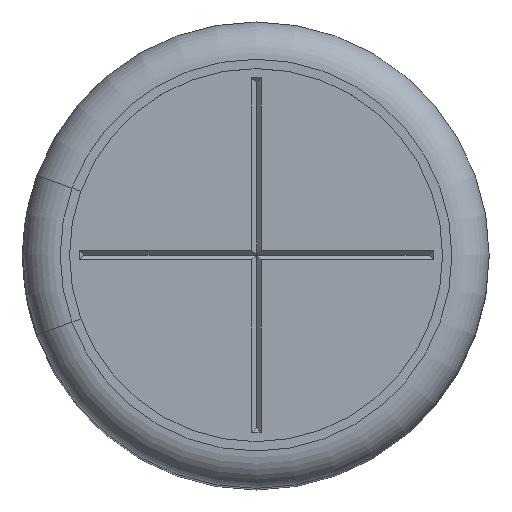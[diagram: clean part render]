
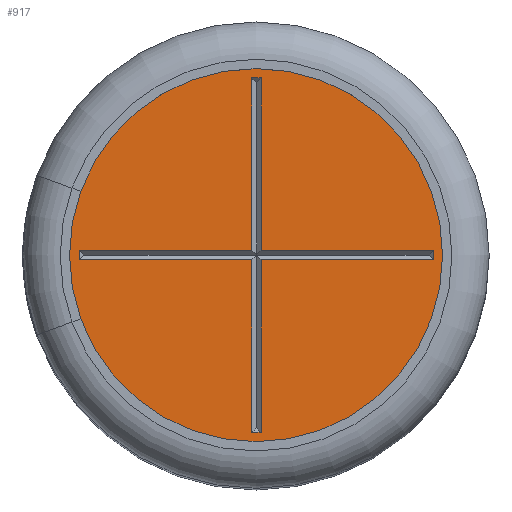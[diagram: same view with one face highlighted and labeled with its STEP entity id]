
A CAD part, top view. The second image highlights one B-rep face of the part: STEP entity #917.
In plain terms, the highlighted planar face has unit normal (0, 0, 1).
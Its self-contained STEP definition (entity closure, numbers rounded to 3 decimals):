
#917=ADVANCED_FACE('',(#1882,#1884),#1886,.T.);
#1882=FACE_BOUND('',#1883,.T.);
#1883=EDGE_LOOP('',(#2663));
#1884=FACE_BOUND('',#1885,.T.);
#1885=EDGE_LOOP('',(#2664,#2665,#2666,#2667,#2668,#2669,#2670,#2671,#2672,#2673,
#2674,#2675));
#1886=PLANE('',#1887);
#1887=AXIS2_PLACEMENT_3D('',#1888,#1889,#1890);
#1888=CARTESIAN_POINT('',(0.,0.,10.9));
#1889=DIRECTION('',(0.,0.,1.));
#1890=DIRECTION('',(1.,0.,0.));
#2663=ORIENTED_EDGE('',*,*,#3058,.T.);
#2664=ORIENTED_EDGE('',*,*,#3086,.T.);
#2665=ORIENTED_EDGE('',*,*,#3087,.T.);
#2666=ORIENTED_EDGE('',*,*,#3088,.T.);
#2667=ORIENTED_EDGE('',*,*,#3089,.T.);
#2668=ORIENTED_EDGE('',*,*,#3090,.T.);
#2669=ORIENTED_EDGE('',*,*,#3091,.T.);
#2670=ORIENTED_EDGE('',*,*,#3092,.T.);
#2671=ORIENTED_EDGE('',*,*,#3093,.T.);
#2672=ORIENTED_EDGE('',*,*,#3094,.T.);
#2673=ORIENTED_EDGE('',*,*,#3095,.T.);
#2674=ORIENTED_EDGE('',*,*,#3096,.T.);
#2675=ORIENTED_EDGE('',*,*,#3097,.T.);
#3058=EDGE_CURVE('',#3585,#3585,#3586,.T.);
#3086=EDGE_CURVE('',#3625,#3626,#3627,.F.);
#3087=EDGE_CURVE('',#3626,#3628,#3629,.F.);
#3088=EDGE_CURVE('',#3628,#3630,#3631,.F.);
#3089=EDGE_CURVE('',#3630,#3632,#3633,.F.);
#3090=EDGE_CURVE('',#3632,#3634,#3635,.F.);
#3091=EDGE_CURVE('',#3634,#3636,#3637,.F.);
#3092=EDGE_CURVE('',#3636,#3638,#3639,.F.);
#3093=EDGE_CURVE('',#3638,#3640,#3641,.F.);
#3094=EDGE_CURVE('',#3640,#3642,#3643,.F.);
#3095=EDGE_CURVE('',#3642,#3644,#3645,.F.);
#3096=EDGE_CURVE('',#3644,#3646,#3647,.F.);
#3097=EDGE_CURVE('',#3646,#3625,#3648,.F.);
#3585=VERTEX_POINT('',#5253);
#3586=CIRCLE('',#5254,2.);
#3625=VERTEX_POINT('',#5412);
#3626=VERTEX_POINT('',#5413);
#3627=LINE('',#5414,#5415);
#3628=VERTEX_POINT('',#5417);
#3629=LINE('',#5418,#5419);
#3630=VERTEX_POINT('',#5421);
#3631=LINE('',#5422,#5423);
#3632=VERTEX_POINT('',#5425);
#3633=LINE('',#5426,#5427);
#3634=VERTEX_POINT('',#5429);
#3635=LINE('',#5430,#5431);
#3636=VERTEX_POINT('',#5433);
#3637=LINE('',#5434,#5435);
#3638=VERTEX_POINT('',#5437);
#3639=LINE('',#5438,#5439);
#3640=VERTEX_POINT('',#5441);
#3641=LINE('',#5442,#5443);
#3642=VERTEX_POINT('',#5445);
#3643=LINE('',#5446,#5447);
#3644=VERTEX_POINT('',#5449);
#3645=LINE('',#5450,#5451);
#3646=VERTEX_POINT('',#5453);
#3647=LINE('',#5454,#5455);
#3648=LINE('',#5457,#5458);
#5253=CARTESIAN_POINT('',(2.,0.,10.9));
#5254=AXIS2_PLACEMENT_3D('',#5255,#5256,#5257);
#5255=CARTESIAN_POINT('',(0.,0.,10.9));
#5256=DIRECTION('',(0.,0.,1.));
#5257=DIRECTION('',(1.,0.,0.));
#5412=CARTESIAN_POINT('',(-0.046,-0.05,10.9));
#5413=CARTESIAN_POINT('',(-1.896,-0.05,10.9));
#5414=CARTESIAN_POINT('',(-1.896,-0.05,10.9));
#5415=VECTOR('',#5416,1.);
#5416=DIRECTION('',(1.,0.,0.));
#5417=CARTESIAN_POINT('',(-1.896,0.05,10.9));
#5418=CARTESIAN_POINT('',(-1.896,0.05,10.9));
#5419=VECTOR('',#5420,1.);
#5420=DIRECTION('',(0.,-1.,0.));
#5421=CARTESIAN_POINT('',(-0.046,0.05,10.9));
#5422=CARTESIAN_POINT('',(-0.046,0.05,10.9));
#5423=VECTOR('',#5424,1.);
#5424=DIRECTION('',(-1.,0.,0.));
#5425=CARTESIAN_POINT('',(-0.046,1.9,10.9));
#5426=CARTESIAN_POINT('',(-0.046,1.9,10.9));
#5427=VECTOR('',#5428,1.);
#5428=DIRECTION('',(0.,-1.,0.));
#5429=CARTESIAN_POINT('',(0.054,1.9,10.9));
#5430=CARTESIAN_POINT('',(0.054,1.9,10.9));
#5431=VECTOR('',#5432,1.);
#5432=DIRECTION('',(-1.,0.,0.));
#5433=CARTESIAN_POINT('',(0.054,0.05,10.9));
#5434=CARTESIAN_POINT('',(0.054,0.05,10.9));
#5435=VECTOR('',#5436,1.);
#5436=DIRECTION('',(0.,1.,0.));
#5437=CARTESIAN_POINT('',(1.904,0.05,10.9));
#5438=CARTESIAN_POINT('',(1.904,0.05,10.9));
#5439=VECTOR('',#5440,1.);
#5440=DIRECTION('',(-1.,0.,0.));
#5441=CARTESIAN_POINT('',(1.904,-0.05,10.9));
#5442=CARTESIAN_POINT('',(1.904,-0.05,10.9));
#5443=VECTOR('',#5444,1.);
#5444=DIRECTION('',(0.,1.,0.));
#5445=CARTESIAN_POINT('',(0.054,-0.05,10.9));
#5446=CARTESIAN_POINT('',(0.054,-0.05,10.9));
#5447=VECTOR('',#5448,1.);
#5448=DIRECTION('',(1.,0.,0.));
#5449=CARTESIAN_POINT('',(0.054,-1.9,10.9));
#5450=CARTESIAN_POINT('',(0.054,-1.9,10.9));
#5451=VECTOR('',#5452,1.);
#5452=DIRECTION('',(0.,1.,0.));
#5453=CARTESIAN_POINT('',(-0.046,-1.9,10.9));
#5454=CARTESIAN_POINT('',(-0.046,-1.9,10.9));
#5455=VECTOR('',#5456,1.);
#5456=DIRECTION('',(1.,0.,0.));
#5457=CARTESIAN_POINT('',(-0.046,-0.05,10.9));
#5458=VECTOR('',#5459,1.);
#5459=DIRECTION('',(0.,-1.,0.));
